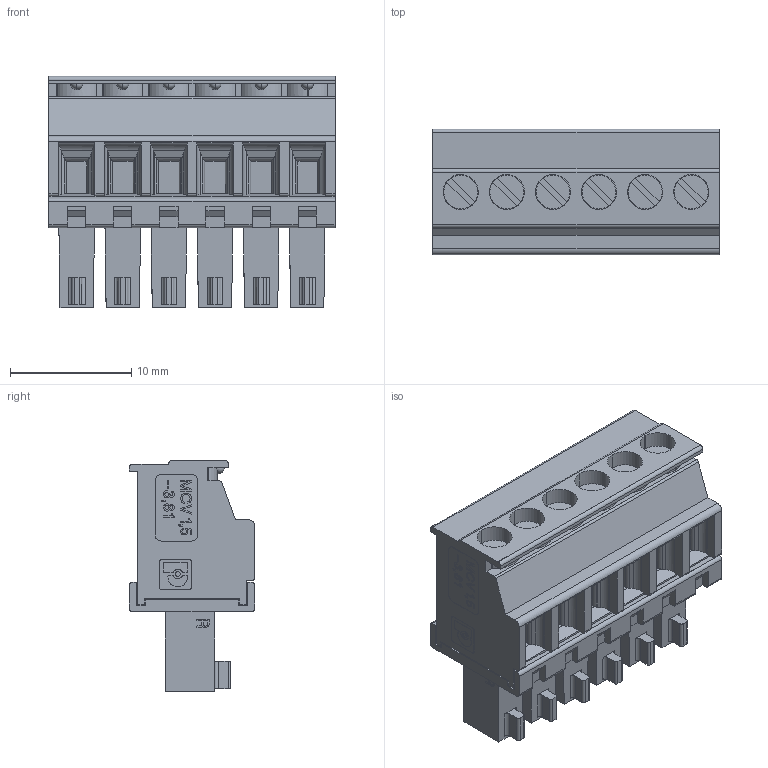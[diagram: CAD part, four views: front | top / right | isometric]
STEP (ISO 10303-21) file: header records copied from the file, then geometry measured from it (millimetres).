
FILE_DESCRIPTION(('STEP AP214'),'1');
FILE_NAME('cctmp_555501C4-B37C-404B-A45C-C7E697AD210A_2023_03_29_09_09_46_0323_10104..stp','2023-03-29T09:09:46',('PHOENIX CONTACT Deutschland GmbH'),('CADClick - www.CADClick.com'),'Spatial InterOp 3D',' ','unknown authorization');
FILE_SCHEMA(('AUTOMOTIVE_DESIGN'));
Length unit declared in the file: millimetre
Products named in the file (20): 2023_03_29_09_09_45_0400; 2023_03_29_09_09_46_0323; 2023_03_29_09_09_46_0307; 2023_03_29_09_09_46_0292; 2023_03_29_09_09_46_0276; 2023_03_29_09_09_46_0260; 2023_03_29_09_09_46_0245; 2023_03_29_09_09_46_0229; 2023_03_29_09_09_46_0213; 2023_03_29_09_09_46_0198; 2023_03_29_09_09_46_0182; 2023_03_29_09_09_46_0167; 2023_03_29_09_09_46_0151; 2023_03_29_09_09_46_0135; 2023_03_29_09_09_46_0120; 2023_03_29_09_09_46_0104; 2023_03_29_09_09_46_0088; 2023_03_29_09_09_46_0073; 2023_03_29_09_09_46_0057; 2023_03_29_09_09_45_0995
Assembly tree (19 placements, depth 2):
  2023_03_29_09_09_45_0400
    2023_03_29_09_09_46_0323
    2023_03_29_09_09_46_0307
    2023_03_29_09_09_46_0292
    2023_03_29_09_09_46_0276
    2023_03_29_09_09_46_0260
    2023_03_29_09_09_46_0245
    2023_03_29_09_09_46_0229
    2023_03_29_09_09_46_0213
    2023_03_29_09_09_46_0198
    2023_03_29_09_09_46_0182
    2023_03_29_09_09_46_0167
    2023_03_29_09_09_46_0151
    2023_03_29_09_09_46_0135
    2023_03_29_09_09_46_0120
    2023_03_29_09_09_46_0104
    2023_03_29_09_09_46_0088
    2023_03_29_09_09_46_0073
    2023_03_29_09_09_46_0057
    2023_03_29_09_09_45_0995
Bounding box: 23.71 x 10.38 x 19.1 mm (x, y, z)
Volume: 288.8 mm3; surface area: 4374.6 mm2
Topology: 18 solids, 19 shells, 1283 faces, 3603 edges, 2384 vertices
Faces by surface type: plane 908, cylinder 310, cone 28, bspline 19, sphere 18
Entity records: 64345 total; most frequent: CARTESIAN_POINT 17726, ORIENTED_EDGE 7158, DIRECTION 6515, EDGE_CURVE 3585, LINE 2675, VECTOR 2675, VERTEX_POINT 2384, AXIS2_PLACEMENT_3D 1920
